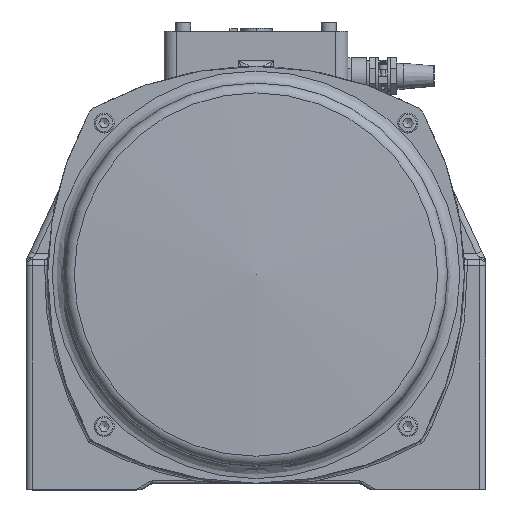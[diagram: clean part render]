
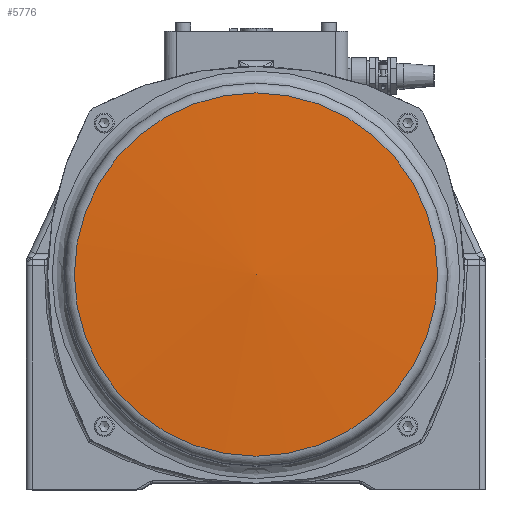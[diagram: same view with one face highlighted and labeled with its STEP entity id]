
A CAD part, top view. The second image highlights one B-rep face of the part: STEP entity #5776.
In plain terms, the highlighted spherical face has radius 1502 mm.
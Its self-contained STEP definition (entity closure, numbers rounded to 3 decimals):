
#5756=CARTESIAN_POINT('',(0.,-121.553,233.314));
#5757=VERTEX_POINT('',#5756);
#5758=CARTESIAN_POINT('',(0.,-3.,233.314));
#5759=DIRECTION('',(0.0,0.0,-1.0));
#5760=DIRECTION('',(0.0,1.0,0.0));
#5761=AXIS2_PLACEMENT_3D('',#5758,#5759,#5760);
#5762=CIRCLE('',#5761,118.553);
#5763=EDGE_CURVE('',#5757,#5757,#5762,.T.);
#5768=CARTESIAN_POINT('',(0.,-3.,-1264.));
#5769=DIRECTION('',(0.0,0.0,1.0));
#5770=DIRECTION('',(1.0,0.0,0.0));
#5771=AXIS2_PLACEMENT_3D('',#5768,#5769,#5770);
#5772=SPHERICAL_SURFACE('',#5771,1502.);
#5773=ORIENTED_EDGE('',*,*,#5763,.F.);
#5774=EDGE_LOOP('',(#5773));
#5775=FACE_OUTER_BOUND('',#5774,.T.);
#5776=ADVANCED_FACE('',(#5775),#5772,.T.);
